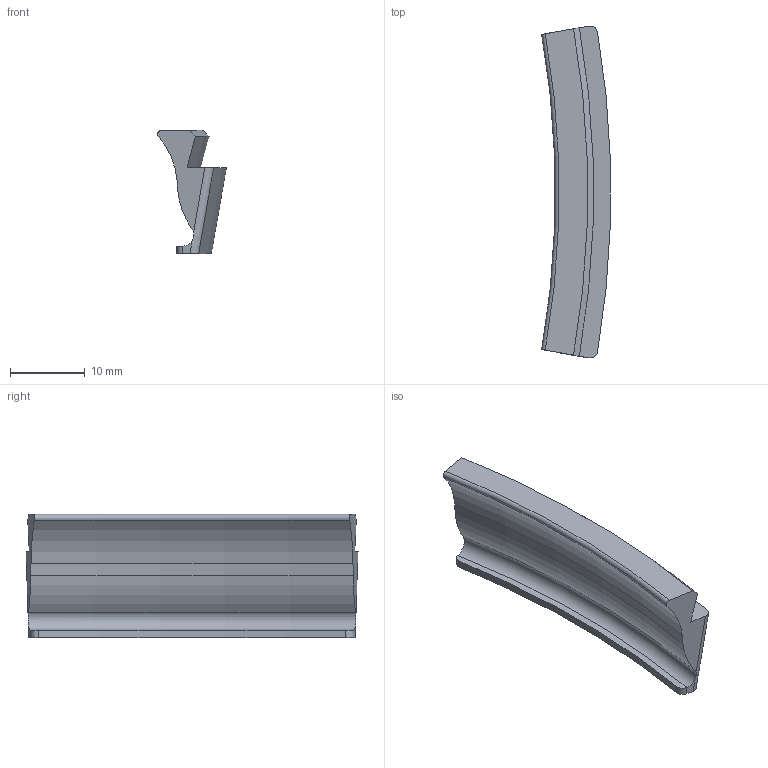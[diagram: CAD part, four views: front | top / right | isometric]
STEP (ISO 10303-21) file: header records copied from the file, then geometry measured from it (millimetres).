
FILE_DESCRIPTION(/* description */ ('STEP AP242','CAx-IF Rec.Pracs.---Representation and Presentation of Product Manufacturing Information (PMI)---4.0---2014-10-13','CAx-IF Rec.Pracs.---3D Tessellated Geometry---0.4---2014-09-14','2;1'),/* implementation_level */ '2;1');
FILE_NAME(/* name */ '67d1b4def693b77b5f5f45e7',/* time_stamp */ '2025-03-12T16:22:55Z',/* author */ (''),/* organization */ (''),/* preprocessor_version */ 'ST-DEVELOPER v20',/* originating_system */ 'ONSHAPE BY PTC INC, 1.194',/* authorisation */ ' ');
FILE_SCHEMA (('AP242_MANAGED_MODEL_BASED_3D_ENGINEERING_MIM_LF { 1 0 10303 442 1 1 4 }'));
Length unit declared in the file: metre
Products named in the file (1): Adapter Tromma
Bounding box: 9.21 x 44.49 x 16.5 mm (x, y, z)
Volume: 2271.3 mm3; surface area: 2162.4 mm2
Topology: 1 solids, 1 shells, 21 faces, 57 edges, 38 vertices
Faces by surface type: plane 8, cone 4, torus 4, cylinder 3, bspline 2
Entity records: 730 total; most frequent: CARTESIAN_POINT 179, ORIENTED_EDGE 114, DIRECTION 112, EDGE_CURVE 57, AXIS2_PLACEMENT_3D 47, VERTEX_POINT 38, CIRCLE 27, EDGE_LOOP 21
